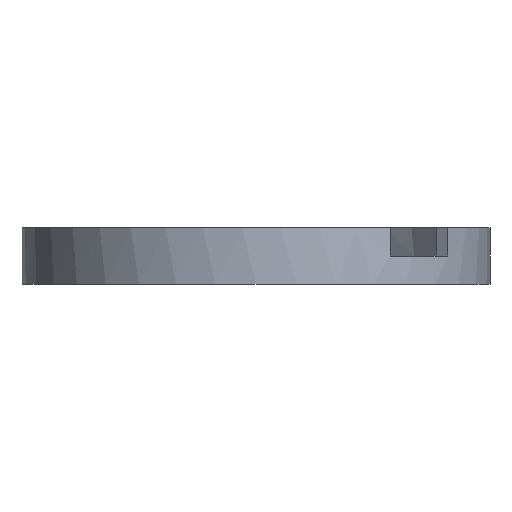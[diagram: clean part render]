
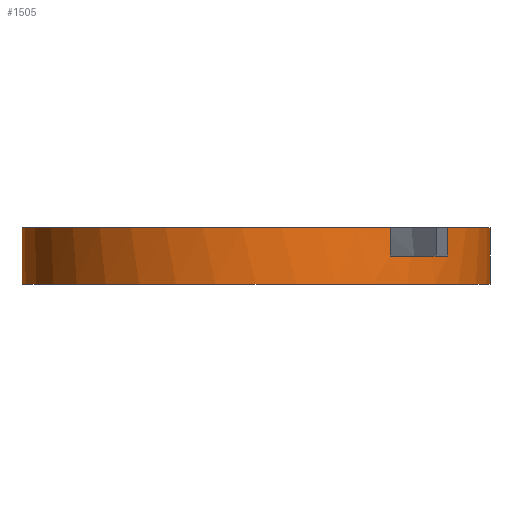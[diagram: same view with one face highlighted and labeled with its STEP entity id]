
A CAD part, left-side view. The second image highlights one B-rep face of the part: STEP entity #1505.
In plain terms, the highlighted cylindrical face has radius 50 mm (diameter 100 mm), a partial arc.
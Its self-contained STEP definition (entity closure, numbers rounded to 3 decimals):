
#8 = AXIS2_PLACEMENT_3D ( 'NONE', #2625, #1118, #2886 ) ;
#70 = ORIENTED_EDGE ( 'NONE', *, *, #3387, .T. ) ;
#80 = DIRECTION ( 'NONE',  ( 0., -1., 0. ) ) ;
#96 = CIRCLE ( 'NONE', #1186, 50. ) ;
#177 = VERTEX_POINT ( 'NONE', #1576 ) ;
#318 = EDGE_LOOP ( 'NONE', ( #3194, #1723, #388, #2399, #2943, #70, #2283, #707 ) ) ;
#335 = VERTEX_POINT ( 'NONE', #3249 ) ;
#388 = ORIENTED_EDGE ( 'NONE', *, *, #1669, .F. ) ;
#453 = AXIS2_PLACEMENT_3D ( 'NONE', #2757, #1249, #3018 ) ;
#653 = EDGE_CURVE ( 'NONE', #1766, #2779, #2201, .T. ) ;
#700 = VECTOR ( 'NONE', #80, 1000. ) ;
#707 = ORIENTED_EDGE ( 'NONE', *, *, #653, .F. ) ;
#729 = VERTEX_POINT ( 'NONE', #3181 ) ;
#731 = DIRECTION ( 'NONE',  ( 0., 1., 0. ) ) ;
#753 = LINE ( 'NONE', #2930, #1191 ) ;
#787 = AXIS2_PLACEMENT_3D ( 'NONE', #3245, #1461, #2714 ) ;
#796 = LINE ( 'NONE', #3244, #700 ) ;
#798 = CARTESIAN_POINT ( 'NONE',  ( 0., 1.5, -50. ) ) ;
#889 = VECTOR ( 'NONE', #2801, 1000. ) ;
#943 = VERTEX_POINT ( 'NONE', #994 ) ;
#994 = CARTESIAN_POINT ( 'NONE',  ( 0., -10.5, -50. ) ) ;
#1118 = DIRECTION ( 'NONE',  ( 0., 1., 0. ) ) ;
#1186 = AXIS2_PLACEMENT_3D ( 'NONE', #2891, #1384, #3166 ) ;
#1191 = VECTOR ( 'NONE', #1667, 1000. ) ;
#1249 = DIRECTION ( 'NONE',  ( 0., 1., 0. ) ) ;
#1265 = EDGE_CURVE ( 'NONE', #943, #729, #96, .T. ) ;
#1274 = CIRCLE ( 'NONE', #2122, 50. ) ;
#1344 = CARTESIAN_POINT ( 'NONE',  ( -40.958, -4.5, -28.679 ) ) ;
#1384 = DIRECTION ( 'NONE',  ( 0., 1., 0. ) ) ;
#1451 = VERTEX_POINT ( 'NONE', #2690 ) ;
#1461 = DIRECTION ( 'NONE',  ( 0., 1., 0. ) ) ;
#1505 = ADVANCED_FACE ( 'NONE', ( #2114 ), #2028, .T. ) ;
#1542 = EDGE_CURVE ( 'NONE', #335, #2779, #3312, .T. ) ;
#1576 = CARTESIAN_POINT ( 'NONE',  ( -40.958, -10.5, -28.679 ) ) ;
#1642 = LINE ( 'NONE', #2033, #889 ) ;
#1667 = DIRECTION ( 'NONE',  ( 0., 1., 0. ) ) ;
#1669 = EDGE_CURVE ( 'NONE', #1451, #729, #1642, .T. ) ;
#1723 = ORIENTED_EDGE ( 'NONE', *, *, #1265, .T. ) ;
#1725 = CARTESIAN_POINT ( 'NONE',  ( 0., -10.5, 50. ) ) ;
#1766 = VERTEX_POINT ( 'NONE', #798 ) ;
#1810 = VERTEX_POINT ( 'NONE', #1344 ) ;
#1888 = CARTESIAN_POINT ( 'NONE',  ( 0., 1.5, 50. ) ) ;
#2028 = CYLINDRICAL_SURFACE ( 'NONE', #787, 50. ) ;
#2033 = CARTESIAN_POINT ( 'NONE',  ( -28.679, 15.298, -40.958 ) ) ;
#2114 = FACE_OUTER_BOUND ( 'NONE', #318, .T. ) ;
#2122 = AXIS2_PLACEMENT_3D ( 'NONE', #2254, #731, #2494 ) ;
#2201 = CIRCLE ( 'NONE', #8, 50. ) ;
#2254 = CARTESIAN_POINT ( 'NONE',  ( 0., -4.5, 0. ) ) ;
#2283 = ORIENTED_EDGE ( 'NONE', *, *, #1542, .T. ) ;
#2399 = ORIENTED_EDGE ( 'NONE', *, *, #2409, .T. ) ;
#2409 = EDGE_CURVE ( 'NONE', #1451, #1810, #1274, .T. ) ;
#2481 = DIRECTION ( 'NONE',  ( 0., 1., 0. ) ) ;
#2494 = DIRECTION ( 'NONE',  ( 0., 0., -1. ) ) ;
#2625 = CARTESIAN_POINT ( 'NONE',  ( 0., 1.5, 0. ) ) ;
#2690 = CARTESIAN_POINT ( 'NONE',  ( -28.679, -4.5, -40.958 ) ) ;
#2714 = DIRECTION ( 'NONE',  ( 0., 0., 1. ) ) ;
#2757 = CARTESIAN_POINT ( 'NONE',  ( 0., -10.5, 0. ) ) ;
#2779 = VERTEX_POINT ( 'NONE', #1888 ) ;
#2801 = DIRECTION ( 'NONE',  ( 0., -1., 0. ) ) ;
#2833 = EDGE_CURVE ( 'NONE', #943, #1766, #753, .T. ) ;
#2854 = CIRCLE ( 'NONE', #453, 50. ) ;
#2886 = DIRECTION ( 'NONE',  ( 0., 0., 1. ) ) ;
#2891 = CARTESIAN_POINT ( 'NONE',  ( 0., -10.5, 0. ) ) ;
#2930 = CARTESIAN_POINT ( 'NONE',  ( 0., -10.5, -50. ) ) ;
#2943 = ORIENTED_EDGE ( 'NONE', *, *, #2977, .T. ) ;
#2977 = EDGE_CURVE ( 'NONE', #1810, #177, #796, .T. ) ;
#3018 = DIRECTION ( 'NONE',  ( 0., 0., 1. ) ) ;
#3166 = DIRECTION ( 'NONE',  ( 0., 0., 1. ) ) ;
#3181 = CARTESIAN_POINT ( 'NONE',  ( -28.679, -10.5, -40.958 ) ) ;
#3194 = ORIENTED_EDGE ( 'NONE', *, *, #2833, .F. ) ;
#3232 = VECTOR ( 'NONE', #2481, 1000. ) ;
#3244 = CARTESIAN_POINT ( 'NONE',  ( -40.958, 15.298, -28.679 ) ) ;
#3245 = CARTESIAN_POINT ( 'NONE',  ( 0., -10.5, 0. ) ) ;
#3249 = CARTESIAN_POINT ( 'NONE',  ( 0., -10.5, 50. ) ) ;
#3312 = LINE ( 'NONE', #1725, #3232 ) ;
#3387 = EDGE_CURVE ( 'NONE', #177, #335, #2854, .T. ) ;
